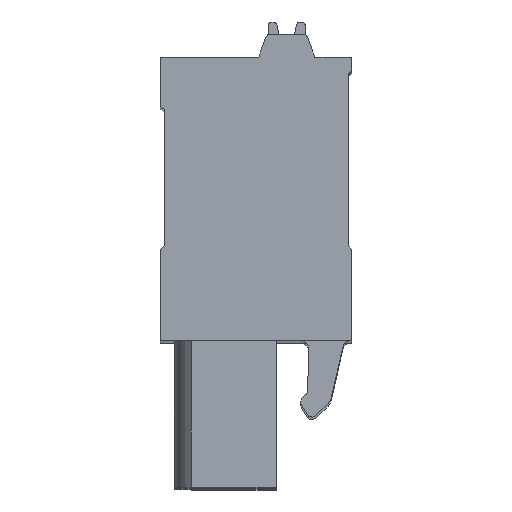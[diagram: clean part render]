
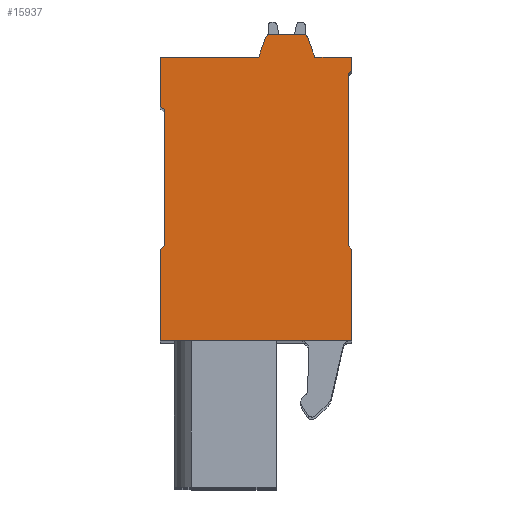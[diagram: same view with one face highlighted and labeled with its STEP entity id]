
A CAD part, top view. The second image highlights one B-rep face of the part: STEP entity #15937.
In plain terms, the highlighted planar face has unit normal (0, 0, 1).
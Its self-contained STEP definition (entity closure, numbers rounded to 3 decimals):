
#79=DIRECTION('',(1.,0.,0.));
#80=VECTOR('',#79,10.9);
#81=CARTESIAN_POINT('',(2.897,12.335,2.54));
#82=LINE('',#81,#80);
#2073=DIRECTION('',(0.,-1.,0.));
#2074=VECTOR('',#2073,5.2);
#2075=CARTESIAN_POINT('',(2.897,17.535,2.54));
#2076=LINE('',#2075,#2074);
#2077=DIRECTION('',(-0.781,-0.625,0.));
#2078=VECTOR('',#2077,0.32);
#2079=CARTESIAN_POINT('',(3.147,17.735,2.54));
#2080=LINE('',#2079,#2078);
#2081=DIRECTION('',(0.,-1.,0.));
#2082=VECTOR('',#2081,7.75);
#2083=CARTESIAN_POINT('',(3.147,25.485,2.54));
#2084=LINE('',#2083,#2082);
#2085=DIRECTION('',(0.781,-0.625,0.));
#2086=VECTOR('',#2085,0.32);
#2087=CARTESIAN_POINT('',(2.897,25.685,2.54));
#2088=LINE('',#2087,#2086);
#2089=DIRECTION('',(0.,-1.,0.));
#2090=VECTOR('',#2089,2.8);
#2091=CARTESIAN_POINT('',(2.897,28.485,2.54));
#2092=LINE('',#2091,#2090);
#2093=DIRECTION('',(-1.,0.,0.));
#2094=VECTOR('',#2093,5.6);
#2095=CARTESIAN_POINT('',(8.497,28.485,2.54));
#2096=LINE('',#2095,#2094);
#2097=DIRECTION('',(-0.342,-0.94,0.));
#2098=VECTOR('',#2097,1.173);
#2099=CARTESIAN_POINT('',(8.899,29.588,2.54));
#2100=LINE('',#2099,#2098);
#2101=CARTESIAN_POINT('',(9.181,29.485,2.54));
#2102=DIRECTION('',(0.,0.,1.));
#2103=DIRECTION('',(0.,1.,0.));
#2104=AXIS2_PLACEMENT_3D('',#2101,#2102,#2103);
#2106=DIRECTION('',(-1.,0.,0.));
#2107=VECTOR('',#2106,1.834);
#2108=CARTESIAN_POINT('',(11.014,29.785,2.54));
#2109=LINE('',#2108,#2107);
#2110=CARTESIAN_POINT('',(11.014,29.485,2.54));
#2111=DIRECTION('',(0.,0.,1.));
#2112=DIRECTION('',(0.94,0.342,0.));
#2113=AXIS2_PLACEMENT_3D('',#2110,#2111,#2112);
#2115=DIRECTION('',(-0.342,0.94,0.));
#2116=VECTOR('',#2115,1.173);
#2117=CARTESIAN_POINT('',(11.697,28.485,2.54));
#2118=LINE('',#2117,#2116);
#2119=DIRECTION('',(-1.,0.,0.));
#2120=VECTOR('',#2119,2.1);
#2121=CARTESIAN_POINT('',(13.797,28.485,2.54));
#2122=LINE('',#2121,#2120);
#2123=DIRECTION('',(0.,1.,0.));
#2124=VECTOR('',#2123,0.75);
#2125=CARTESIAN_POINT('',(13.797,27.735,2.54));
#2126=LINE('',#2125,#2124);
#2127=DIRECTION('',(0.707,0.707,0.));
#2128=VECTOR('',#2127,0.283);
#2129=CARTESIAN_POINT('',(13.597,27.535,2.54));
#2130=LINE('',#2129,#2128);
#2131=DIRECTION('',(0.,1.,0.));
#2132=VECTOR('',#2131,9.8);
#2133=CARTESIAN_POINT('',(13.597,17.735,2.54));
#2134=LINE('',#2133,#2132);
#2135=DIRECTION('',(-0.707,0.707,0.));
#2136=VECTOR('',#2135,0.283);
#2137=CARTESIAN_POINT('',(13.797,17.535,2.54));
#2138=LINE('',#2137,#2136);
#2139=DIRECTION('',(0.,1.,0.));
#2140=VECTOR('',#2139,5.2);
#2141=CARTESIAN_POINT('',(13.797,12.335,2.54));
#2142=LINE('',#2141,#2140);
#11045=CARTESIAN_POINT('',(2.897,28.485,2.54));
#11046=CARTESIAN_POINT('',(2.897,25.685,2.54));
#11047=VERTEX_POINT('',#11045);
#11048=VERTEX_POINT('',#11046);
#11049=CARTESIAN_POINT('',(3.147,25.485,2.54));
#11050=VERTEX_POINT('',#11049);
#11051=CARTESIAN_POINT('',(3.147,17.735,2.54));
#11052=VERTEX_POINT('',#11051);
#11053=CARTESIAN_POINT('',(2.897,17.535,2.54));
#11054=VERTEX_POINT('',#11053);
#11055=CARTESIAN_POINT('',(2.897,12.335,2.54));
#11056=VERTEX_POINT('',#11055);
#11057=CARTESIAN_POINT('',(13.797,12.335,2.54));
#11058=CARTESIAN_POINT('',(13.797,17.535,2.54));
#11059=VERTEX_POINT('',#11057);
#11060=VERTEX_POINT('',#11058);
#11061=CARTESIAN_POINT('',(13.597,17.735,2.54));
#11062=VERTEX_POINT('',#11061);
#11063=CARTESIAN_POINT('',(13.597,27.535,2.54));
#11064=VERTEX_POINT('',#11063);
#11065=CARTESIAN_POINT('',(13.797,27.735,2.54));
#11066=VERTEX_POINT('',#11065);
#11067=CARTESIAN_POINT('',(13.797,28.485,2.54));
#11068=VERTEX_POINT('',#11067);
#11069=CARTESIAN_POINT('',(11.697,28.485,2.54));
#11070=VERTEX_POINT('',#11069);
#11071=CARTESIAN_POINT('',(11.296,29.588,2.54));
#11072=VERTEX_POINT('',#11071);
#11073=CARTESIAN_POINT('',(11.014,29.785,2.54));
#11074=VERTEX_POINT('',#11073);
#11075=CARTESIAN_POINT('',(9.181,29.785,2.54));
#11076=VERTEX_POINT('',#11075);
#11077=CARTESIAN_POINT('',(8.899,29.588,2.54));
#11078=VERTEX_POINT('',#11077);
#11079=CARTESIAN_POINT('',(8.497,28.485,2.54));
#11080=VERTEX_POINT('',#11079);
#15904=CARTESIAN_POINT('',(0.,0.,2.54));
#15905=DIRECTION('',(0.,0.,1.));
#15906=DIRECTION('',(1.,0.,0.));
#15907=AXIS2_PLACEMENT_3D('',#15904,#15905,#15906);
#15908=PLANE('',#15907);
#15909=ORIENTED_EDGE('',*,*,#14373,.F.);
#15910=ORIENTED_EDGE('',*,*,#14554,.F.);
#15911=ORIENTED_EDGE('',*,*,#14568,.F.);
#15912=ORIENTED_EDGE('',*,*,#14582,.F.);
#15913=ORIENTED_EDGE('',*,*,#14596,.F.);
#15914=ORIENTED_EDGE('',*,*,#14610,.F.);
#15915=ORIENTED_EDGE('',*,*,#14638,.F.);
#15917=ORIENTED_EDGE('',*,*,#15916,.F.);
#15919=ORIENTED_EDGE('',*,*,#15918,.F.);
#15921=ORIENTED_EDGE('',*,*,#15920,.F.);
#15922=ORIENTED_EDGE('',*,*,#15628,.F.);
#15923=ORIENTED_EDGE('',*,*,#15327,.F.);
#15924=ORIENTED_EDGE('',*,*,#14630,.F.);
#15926=ORIENTED_EDGE('',*,*,#15925,.F.);
#15928=ORIENTED_EDGE('',*,*,#15927,.F.);
#15930=ORIENTED_EDGE('',*,*,#15929,.F.);
#15932=ORIENTED_EDGE('',*,*,#15931,.F.);
#15934=ORIENTED_EDGE('',*,*,#15933,.F.);
#15935=EDGE_LOOP('',(#15909,#15910,#15911,#15912,#15913,#15914,#15915,#15917,
#15919,#15921,#15922,#15923,#15924,#15926,#15928,#15930,#15932,#15934));
#15936=FACE_OUTER_BOUND('',#15935,.F.);
#15937=ADVANCED_FACE('',(#15936),#15908,.T.);
#2105=CIRCLE('',#2104,0.3);
#2114=CIRCLE('',#2113,0.3);
#14373=EDGE_CURVE('',#11056,#11059,#82,.T.);
#14554=EDGE_CURVE('',#11054,#11056,#2076,.T.);
#14568=EDGE_CURVE('',#11052,#11054,#2080,.T.);
#14582=EDGE_CURVE('',#11050,#11052,#2084,.T.);
#14596=EDGE_CURVE('',#11048,#11050,#2088,.T.);
#14610=EDGE_CURVE('',#11047,#11048,#2092,.T.);
#14630=EDGE_CURVE('',#11068,#11070,#2122,.T.);
#14638=EDGE_CURVE('',#11080,#11047,#2096,.T.);
#15327=EDGE_CURVE('',#11070,#11072,#2118,.T.);
#15628=EDGE_CURVE('',#11072,#11074,#2114,.T.);
#15916=EDGE_CURVE('',#11078,#11080,#2100,.T.);
#15918=EDGE_CURVE('',#11076,#11078,#2105,.T.);
#15920=EDGE_CURVE('',#11074,#11076,#2109,.T.);
#15925=EDGE_CURVE('',#11066,#11068,#2126,.T.);
#15927=EDGE_CURVE('',#11064,#11066,#2130,.T.);
#15929=EDGE_CURVE('',#11062,#11064,#2134,.T.);
#15931=EDGE_CURVE('',#11060,#11062,#2138,.T.);
#15933=EDGE_CURVE('',#11059,#11060,#2142,.T.);
